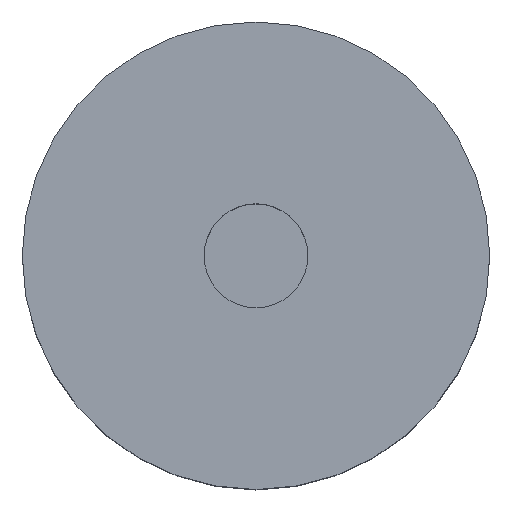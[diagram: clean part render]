
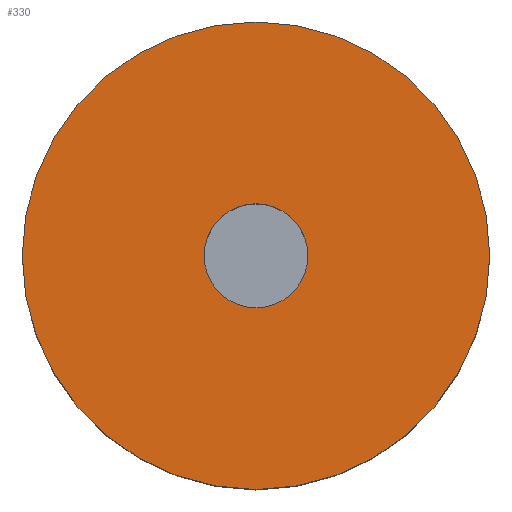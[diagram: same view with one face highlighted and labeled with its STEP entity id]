
A CAD part, top view. The second image highlights one B-rep face of the part: STEP entity #330.
In plain terms, the highlighted planar face has unit normal (0, 0, 1).
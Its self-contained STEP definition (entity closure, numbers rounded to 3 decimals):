
#274=AXIS2_PLACEMENT_3D('Circle Axis2P3D',#272,#273,$) ;
#293=AXIS2_PLACEMENT_3D('Circle Axis2P3D',#291,#292,$) ;
#306=AXIS2_PLACEMENT_3D('Plane Axis2P3D',#303,#304,#305) ;
#310=AXIS2_PLACEMENT_3D('Circle Axis2P3D',#308,#309,$) ;
#319=AXIS2_PLACEMENT_3D('Circle Axis2P3D',#317,#318,$) ;
#269=CARTESIAN_POINT('Vertex',(-1.,0.,5.)) ;
#272=CARTESIAN_POINT('Axis2P3D Location',(0.,0.,5.)) ;
#276=CARTESIAN_POINT('Vertex',(1.,0.,5.)) ;
#291=CARTESIAN_POINT('Axis2P3D Location',(0.,0.,5.)) ;
#303=CARTESIAN_POINT('Axis2P3D Location',(0.,0.,5.)) ;
#308=CARTESIAN_POINT('Axis2P3D Location',(0.,0.,5.)) ;
#312=CARTESIAN_POINT('Vertex',(4.5,0.,5.)) ;
#314=CARTESIAN_POINT('Vertex',(-4.5,0.,5.)) ;
#317=CARTESIAN_POINT('Axis2P3D Location',(0.,0.,5.)) ;
#273=DIRECTION('Axis2P3D Direction',(0.,0.,1.)) ;
#292=DIRECTION('Axis2P3D Direction',(0.,0.,1.)) ;
#304=DIRECTION('Axis2P3D Direction',(0.,0.,1.)) ;
#305=DIRECTION('Axis2P3D XDirection',(1.,0.,0.)) ;
#309=DIRECTION('Axis2P3D Direction',(0.,0.,1.)) ;
#318=DIRECTION('Axis2P3D Direction',(0.,0.,1.)) ;
#323=ORIENTED_EDGE('',*,*,#316,.T.) ;
#324=ORIENTED_EDGE('',*,*,#321,.T.) ;
#327=ORIENTED_EDGE('',*,*,#295,.F.) ;
#328=ORIENTED_EDGE('',*,*,#278,.F.) ;
#329=FACE_BOUND('',#326,.T.) ;
#330=ADVANCED_FACE('',(#325,#329),#307,.T.) ;
#275=CIRCLE('generated circle',#274,1.) ;
#294=CIRCLE('generated circle',#293,1.) ;
#311=CIRCLE('generated circle',#310,4.5) ;
#320=CIRCLE('generated circle',#319,4.5) ;
#278=EDGE_CURVE('',#270,#277,#275,.T.) ;
#295=EDGE_CURVE('',#277,#270,#294,.T.) ;
#316=EDGE_CURVE('',#313,#315,#311,.T.) ;
#321=EDGE_CURVE('',#315,#313,#320,.T.) ;
#322=EDGE_LOOP('',(#323,#324)) ;
#326=EDGE_LOOP('',(#327,#328)) ;
#325=FACE_OUTER_BOUND('',#322,.T.) ;
#307=PLANE('Plane',#306) ;
#270=VERTEX_POINT('',#269) ;
#277=VERTEX_POINT('',#276) ;
#313=VERTEX_POINT('',#312) ;
#315=VERTEX_POINT('',#314) ;
